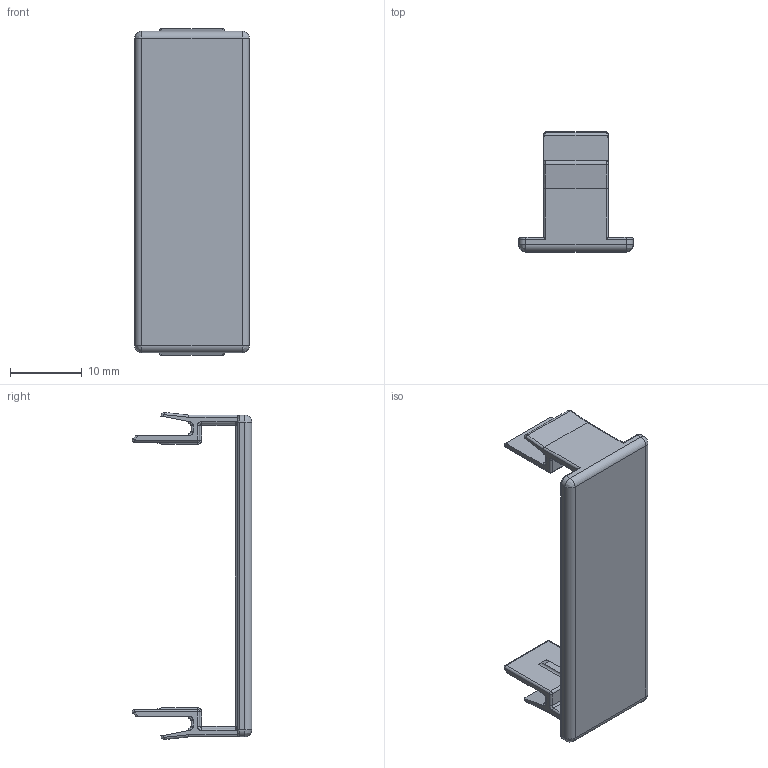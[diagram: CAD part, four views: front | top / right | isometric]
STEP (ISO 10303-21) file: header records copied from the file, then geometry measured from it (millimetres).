
FILE_DESCRIPTION (( 'STEP AP214' ), '1' );
FILE_NAME ('6116152.stp', '2016-10-06T10:36:59', ( '' ), ( '' ), 'SwSTEP 2.0', 'SolidWorks 2014', '' );
FILE_SCHEMA (( 'AUTOMOTIVE_DESIGN' ));
Length unit declared in the file: millimetre
Products named in the file (1): 6116152
Bounding box: 16 x 16.72 x 45.71 mm (x, y, z)
Volume: 1821.8 mm3; surface area: 2476.2 mm2
Topology: 1 solids, 1 shells, 511 faces, 1376 edges, 859 vertices
Faces by surface type: plane 372, cylinder 77, bspline 54, torus 8
Entity records: 22236 total; most frequent: CARTESIAN_POINT 4340, ORIENTED_EDGE 2712, DIRECTION 2376, EDGE_CURVE 1356, LINE 1140, VECTOR 1140, VERTEX_POINT 859, AXIS2_PLACEMENT_3D 618
